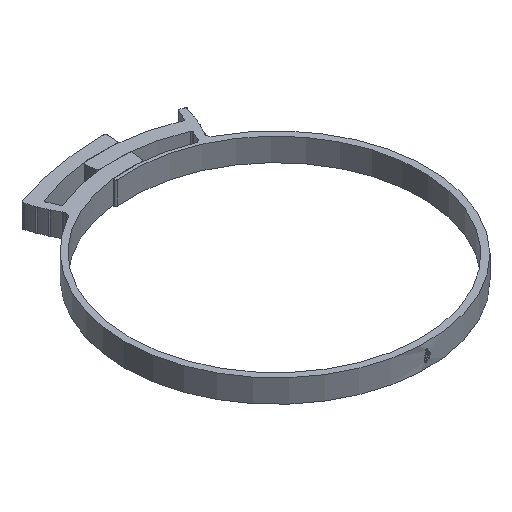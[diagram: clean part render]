
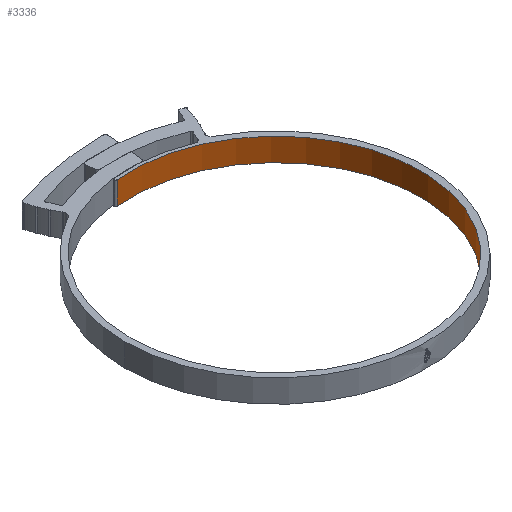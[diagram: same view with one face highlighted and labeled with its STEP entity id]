
A CAD part, isometric view. The second image highlights one B-rep face of the part: STEP entity #3336.
In plain terms, the highlighted cylindrical face has radius 56.85 mm (diameter 113.7 mm), a partial arc.
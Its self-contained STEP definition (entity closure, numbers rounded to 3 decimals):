
#81 = ORIENTED_EDGE ( 'NONE', *, *, #4598, .F. ) ;
#112 = FACE_OUTER_BOUND ( 'NONE', #5089, .T. ) ;
#369 = CARTESIAN_POINT ( 'NONE',  ( 0., 0., -4.5 ) ) ;
#597 = ORIENTED_EDGE ( 'NONE', *, *, #1525, .T. ) ;
#1218 = LINE ( 'NONE', #4827, #4449 ) ;
#1259 = VECTOR ( 'NONE', #1704, 1000. ) ;
#1525 = EDGE_CURVE ( 'NONE', #3288, #3820, #1218, .T. ) ;
#1582 = ORIENTED_EDGE ( 'NONE', *, *, #4306, .F. ) ;
#1583 = AXIS2_PLACEMENT_3D ( 'NONE', #5983, #3399, #1783 ) ;
#1584 = DIRECTION ( 'NONE',  ( 0., 0., -1. ) ) ;
#1602 = VERTEX_POINT ( 'NONE', #5957 ) ;
#1614 = CYLINDRICAL_SURFACE ( 'NONE', #6144, 56.85 ) ;
#1704 = DIRECTION ( 'NONE',  ( 0., 0., -1. ) ) ;
#1783 = DIRECTION ( 'NONE',  ( -1., 0., 0. ) ) ;
#1841 = ORIENTED_EDGE ( 'NONE', *, *, #3417, .T. ) ;
#2162 = CARTESIAN_POINT ( 'NONE',  ( -56.85, 0., 4.5 ) ) ;
#2603 = CARTESIAN_POINT ( 'NONE',  ( 0., 0., 4.5 ) ) ;
#3023 = CARTESIAN_POINT ( 'NONE',  ( -5.75, 56.558, -4.5 ) ) ;
#3288 = VERTEX_POINT ( 'NONE', #4502 ) ;
#3330 = DIRECTION ( 'NONE',  ( -1., 0., 0. ) ) ;
#3336 = ADVANCED_FACE ( 'NONE', ( #112 ), #1614, .F. ) ;
#3399 = DIRECTION ( 'NONE',  ( 0., 0., -1. ) ) ;
#3403 = AXIS2_PLACEMENT_3D ( 'NONE', #369, #3928, #3330 ) ;
#3417 = EDGE_CURVE ( 'NONE', #3820, #5960, #4354, .T. ) ;
#3820 = VERTEX_POINT ( 'NONE', #3023 ) ;
#3928 = DIRECTION ( 'NONE',  ( 0., 0., -1. ) ) ;
#4306 = EDGE_CURVE ( 'NONE', #3288, #1602, #6152, .T. ) ;
#4354 = CIRCLE ( 'NONE', #3403, 56.85 ) ;
#4387 = CARTESIAN_POINT ( 'NONE',  ( -56.85, 0., -4.5 ) ) ;
#4449 = VECTOR ( 'NONE', #4701, 1000. ) ;
#4502 = CARTESIAN_POINT ( 'NONE',  ( -5.75, 56.558, 4.5 ) ) ;
#4598 = EDGE_CURVE ( 'NONE', #1602, #5960, #5281, .T. ) ;
#4701 = DIRECTION ( 'NONE',  ( 0., 0., -1. ) ) ;
#4827 = CARTESIAN_POINT ( 'NONE',  ( -5.75, 56.558, 4.5 ) ) ;
#5089 = EDGE_LOOP ( 'NONE', ( #1841, #81, #1582, #597 ) ) ;
#5281 = LINE ( 'NONE', #2162, #1259 ) ;
#5756 = DIRECTION ( 'NONE',  ( -1., 0., 0. ) ) ;
#5957 = CARTESIAN_POINT ( 'NONE',  ( -56.85, 0., 4.5 ) ) ;
#5960 = VERTEX_POINT ( 'NONE', #4387 ) ;
#5983 = CARTESIAN_POINT ( 'NONE',  ( 0., 0., 4.5 ) ) ;
#6144 = AXIS2_PLACEMENT_3D ( 'NONE', #2603, #1584, #5756 ) ;
#6152 = CIRCLE ( 'NONE', #1583, 56.85 ) ;
